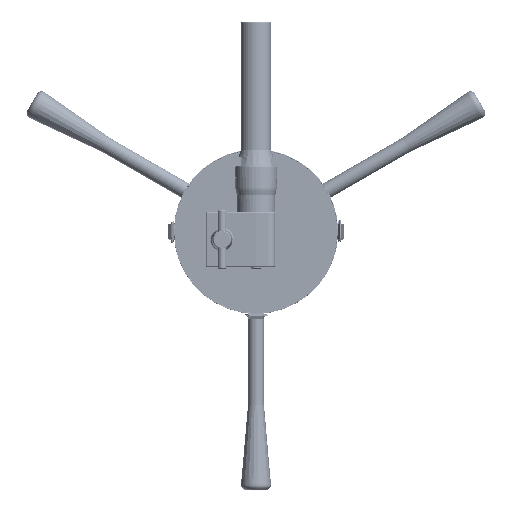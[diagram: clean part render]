
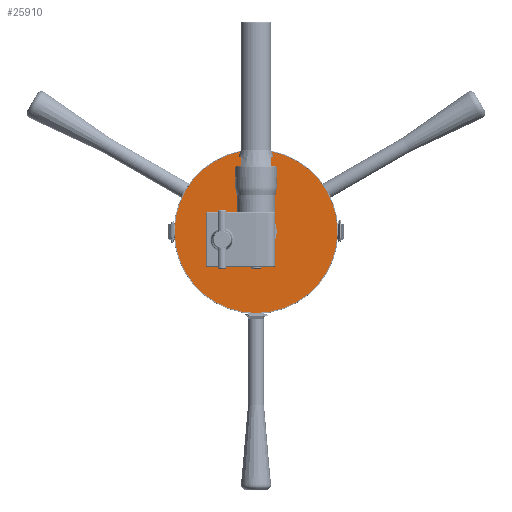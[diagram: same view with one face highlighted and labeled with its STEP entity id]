
A CAD part, front view. The second image highlights one B-rep face of the part: STEP entity #25910.
In plain terms, the highlighted planar face has unit normal (0, -1, 0).
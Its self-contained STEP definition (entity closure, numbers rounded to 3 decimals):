
#25646 = VERTEX_POINT('',#25647);
#25647 = CARTESIAN_POINT('',(48.25,48.616,-37.856));
#25655 = EDGE_CURVE('',#25646,#25656,#25658,.T.);
#25656 = VERTEX_POINT('',#25657);
#25657 = CARTESIAN_POINT('',(-104.75,48.616,-37.856));
#25658 = CIRCLE('',#25659,76.5);
#25659 = AXIS2_PLACEMENT_3D('',#25660,#25661,#25662);
#25660 = CARTESIAN_POINT('',(-28.25,48.616,-37.856));
#25661 = DIRECTION('',(0.,1.,0.));
#25662 = DIRECTION('',(1.,0.,0.));
#25697 = VERTEX_POINT('',#25698);
#25698 = CARTESIAN_POINT('',(-47.75,48.616,-37.856));
#25706 = EDGE_CURVE('',#25697,#25707,#25709,.T.);
#25707 = VERTEX_POINT('',#25708);
#25708 = CARTESIAN_POINT('',(-8.75,48.616,-37.856));
#25709 = CIRCLE('',#25710,19.5);
#25710 = AXIS2_PLACEMENT_3D('',#25711,#25712,#25713);
#25711 = CARTESIAN_POINT('',(-28.25,48.616,-37.856));
#25712 = DIRECTION('',(0.,-1.,0.));
#25713 = DIRECTION('',(-1.,0.,0.));
#25880 = EDGE_CURVE('',#25707,#25697,#25881,.T.);
#25881 = CIRCLE('',#25882,19.5);
#25882 = AXIS2_PLACEMENT_3D('',#25883,#25884,#25885);
#25883 = CARTESIAN_POINT('',(-28.25,48.616,-37.856));
#25884 = DIRECTION('',(0.,-1.,0.));
#25885 = DIRECTION('',(-1.,0.,0.));
#25899 = EDGE_CURVE('',#25656,#25646,#25900,.T.);
#25900 = CIRCLE('',#25901,76.5);
#25901 = AXIS2_PLACEMENT_3D('',#25902,#25903,#25904);
#25902 = CARTESIAN_POINT('',(-28.25,48.616,-37.856));
#25903 = DIRECTION('',(0.,1.,0.));
#25904 = DIRECTION('',(1.,0.,0.));
#25910 = ADVANCED_FACE('',(#25911,#25915),#25919,.F.);
#25911 = FACE_BOUND('',#25912,.T.);
#25912 = EDGE_LOOP('',(#25913,#25914));
#25913 = ORIENTED_EDGE('',*,*,#25880,.F.);
#25914 = ORIENTED_EDGE('',*,*,#25706,.F.);
#25915 = FACE_BOUND('',#25916,.T.);
#25916 = EDGE_LOOP('',(#25917,#25918));
#25917 = ORIENTED_EDGE('',*,*,#25899,.F.);
#25918 = ORIENTED_EDGE('',*,*,#25655,.F.);
#25919 = PLANE('',#25920);
#25920 = AXIS2_PLACEMENT_3D('',#25921,#25922,#25923);
#25921 = CARTESIAN_POINT('',(-28.25,48.616,-37.856));
#25922 = DIRECTION('',(0.,1.,0.));
#25923 = DIRECTION('',(1.,0.,0.));
